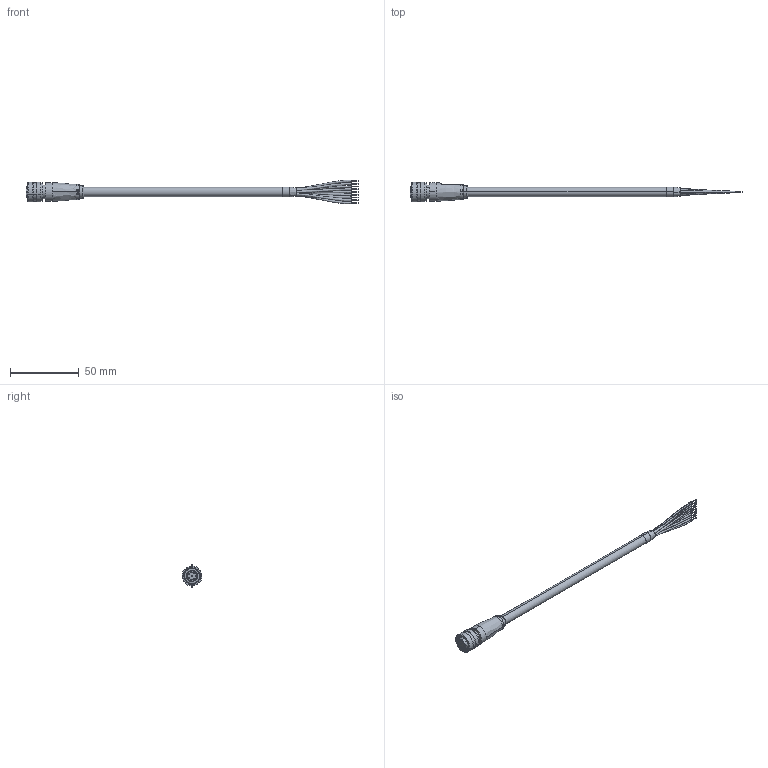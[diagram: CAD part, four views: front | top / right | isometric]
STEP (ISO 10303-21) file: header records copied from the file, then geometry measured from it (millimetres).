
FILE_DESCRIPTION (( 'STEP AP203' ), '1' );
FILE_NAME ('10-04539_revA.STEP', '2022-01-19T16:59:02', ( '' ), ( '' ), 'SwSTEP 2.0', 'SolidWorks 2021', '' );
FILE_SCHEMA (( 'CONFIG_CONTROL_DESIGN' ));
Length unit declared in the file: millimetre
Products named in the file (9): 50-00983-03___; 50-00983-02_For STEP file; 50-00983-01___; 10-04539_revA; 50-00983-05___; 50-00983-04___; 50-00983_STEP; 30-01611_M12 (50 with 5mm tinned); 24-00349_Wire O6.8 mm
Assembly tree (15 placements, depth 3):
  10-04539_revA
    30-01611_M12 (50 with 5mm tinned)
    24-00349_Wire O6.8 mm
    50-00983_STEP
      50-00983-01___
      50-00983-02_For STEP file
      50-00983-03___  x8
      50-00983-04___
      50-00983-05___
Bounding box: 242 x 14.46 x 17.4 mm (x, y, z)
Volume: 11402.5 mm3; surface area: 68475.2 mm2
Topology: 757 solids, 757 shells, 5391 faces, 11255 edges, 7416 vertices
Faces by surface type: cylinder 3245, plane 1779, torus 163, bspline 114, cone 90
Entity records: 136163 total; most frequent: CARTESIAN_POINT 26522, DIRECTION 25231, ORIENTED_EDGE 19466, AXIS2_PLACEMENT_3D 10977, EDGE_CURVE 9733, VERTEX_POINT 6464, EDGE_LOOP 6311, CIRCLE 6234
